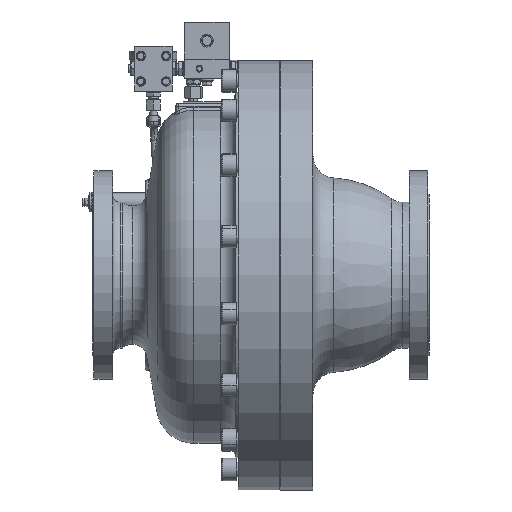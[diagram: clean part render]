
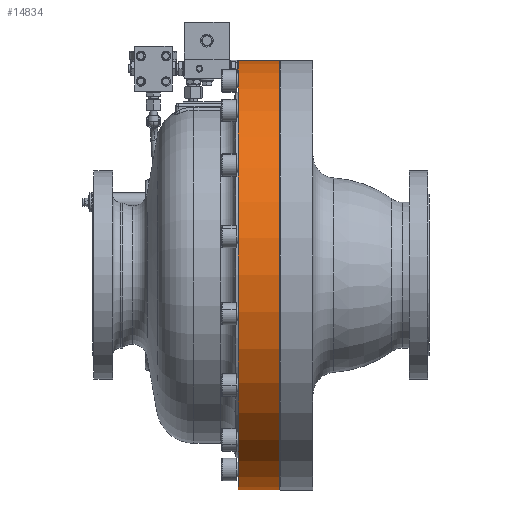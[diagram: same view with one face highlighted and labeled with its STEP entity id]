
A CAD part, front view. The second image highlights one B-rep face of the part: STEP entity #14834.
In plain terms, the highlighted cylindrical face has radius 287.5 mm (diameter 575 mm), a partial arc.
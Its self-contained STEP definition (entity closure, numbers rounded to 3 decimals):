
#132 = CARTESIAN_POINT ( 'NONE',  ( -57.421, 0.611, 287.5 ) ) ;
#7266 = CYLINDRICAL_SURFACE ( 'NONE', #83360, 287.5 ) ;
#14834 = ADVANCED_FACE ( 'Defeature ausgef�hrt1_6', ( #84371 ), #7266, .T. ) ;
#16502 = EDGE_LOOP ( 'NONE', ( #37379, #71272, #57810, #60935 ) ) ;
#19276 = CARTESIAN_POINT ( 'NONE',  ( -57.421, 0.611, 0. ) ) ;
#25581 = VERTEX_POINT ( 'NONE', #40906 ) ;
#25674 = LINE ( 'NONE', #132, #78133 ) ;
#26356 = CARTESIAN_POINT ( 'NONE',  ( 242.602, 0.611, 0. ) ) ;
#26552 = DIRECTION ( 'NONE',  ( -1., 0., 0. ) ) ;
#28390 = EDGE_CURVE ( 'Defeature ausgef�hrt1_6+Defeature ausgef�hrt1_235+Defeature ausgef�hrt1_235+Defeature ausgef�hrt1_235', #25581, #73662, #58919, .T. ) ;
#33010 = DIRECTION ( 'NONE',  ( 0., 0., 1. ) ) ;
#33100 = DIRECTION ( 'NONE',  ( -1., 0., 0. ) ) ;
#33929 = DIRECTION ( 'NONE',  ( 0., 0., 1. ) ) ;
#36957 = DIRECTION ( 'NONE',  ( -1., 0., 0. ) ) ;
#37084 = VERTEX_POINT ( 'NONE', #49561 ) ;
#37379 = ORIENTED_EDGE ( 'NONE', *, *, #82270, .F. ) ;
#40906 = CARTESIAN_POINT ( 'NONE',  ( 297.602, 0.611, -287.5 ) ) ;
#41893 = CARTESIAN_POINT ( 'NONE',  ( -57.421, 0.611, -287.5 ) ) ;
#43747 = VECTOR ( 'NONE', #53964, 1000. ) ;
#49561 = CARTESIAN_POINT ( 'NONE',  ( 242.602, 0.611, 287.5 ) ) ;
#51942 = DIRECTION ( 'NONE',  ( -1., 0., 0. ) ) ;
#53964 = DIRECTION ( 'NONE',  ( -1., 0., 0. ) ) ;
#55441 = CARTESIAN_POINT ( 'NONE',  ( 297.602, 0.611, 287.5 ) ) ;
#57810 = ORIENTED_EDGE ( 'NONE', *, *, #72497, .T. ) ;
#58919 = CIRCLE ( 'NONE', #69176, 287.5 ) ;
#60935 = ORIENTED_EDGE ( 'NONE', *, *, #65355, .F. ) ;
#65355 = EDGE_CURVE ( 'Defeature ausgef�hrt1_5+Defeature ausgef�hrt1_6+Defeature ausgef�hrt1_238+Defeature ausgef�hrt1_238', #67200, #37084, #73406, .T. ) ;
#67200 = VERTEX_POINT ( 'NONE', #73649 ) ;
#69176 = AXIS2_PLACEMENT_3D ( 'NONE', #69409, #36957, #82664 ) ;
#69409 = CARTESIAN_POINT ( 'NONE',  ( 297.602, 0.611, 0. ) ) ;
#71272 = ORIENTED_EDGE ( 'NONE', *, *, #28390, .T. ) ;
#71604 = LINE ( 'NONE', #41893, #43747 ) ;
#72497 = EDGE_CURVE ( 'NONE', #73662, #37084, #25674, .T. ) ;
#73406 = CIRCLE ( 'NONE', #78247, 287.5 ) ;
#73649 = CARTESIAN_POINT ( 'NONE',  ( 242.602, 0.611, -287.5 ) ) ;
#73662 = VERTEX_POINT ( 'NONE', #55441 ) ;
#78133 = VECTOR ( 'NONE', #26552, 1000. ) ;
#78247 = AXIS2_PLACEMENT_3D ( 'NONE', #26356, #51942, #33010 ) ;
#82270 = EDGE_CURVE ( 'NONE', #25581, #67200, #71604, .T. ) ;
#82664 = DIRECTION ( 'NONE',  ( 0., 0., 1. ) ) ;
#83360 = AXIS2_PLACEMENT_3D ( 'NONE', #19276, #33100, #33929 ) ;
#84371 = FACE_OUTER_BOUND ( 'NONE', #16502, .T. ) ;
